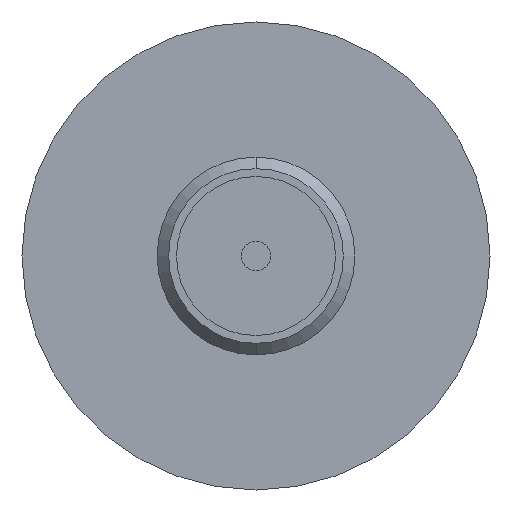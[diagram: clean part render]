
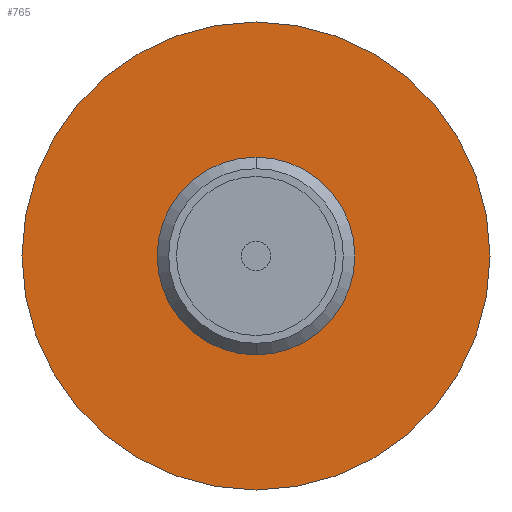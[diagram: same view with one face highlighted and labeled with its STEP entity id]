
A CAD part, front view. The second image highlights one B-rep face of the part: STEP entity #765.
In plain terms, the highlighted planar face has unit normal (0, -1, 0).
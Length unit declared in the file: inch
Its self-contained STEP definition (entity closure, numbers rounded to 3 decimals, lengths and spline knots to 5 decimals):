
#101 = CARTESIAN_POINT ( 'NONE',  ( -0.27953, 0.23622, 0. ) ) ;
#125 = EDGE_CURVE ( 'NONE', #830, #1436, #1394, .T. ) ;
#158 = CARTESIAN_POINT ( 'NONE',  ( 0., 0.23622, 0. ) ) ;
#268 = EDGE_LOOP ( 'NONE', ( #1323, #534 ) ) ;
#306 = CARTESIAN_POINT ( 'NONE',  ( 0., 0.23622, 0. ) ) ;
#343 = ORIENTED_EDGE ( 'NONE', *, *, #125, .T. ) ;
#392 = EDGE_CURVE ( 'NONE', #1856, #1099, #1457, .T. ) ;
#394 = DIRECTION ( 'NONE',  ( 0., 0., -1. ) ) ;
#534 = ORIENTED_EDGE ( 'NONE', *, *, #392, .F. ) ;
#551 = CARTESIAN_POINT ( 'NONE',  ( 0., 0.23622, 0.27953 ) ) ;
#575 = EDGE_LOOP ( 'NONE', ( #1897, #343 ) ) ;
#700 = AXIS2_PLACEMENT_3D ( 'NONE', #101, #1426, #1874 ) ;
#744 = CARTESIAN_POINT ( 'NONE',  ( 0., 0.23622, -0.10433 ) ) ;
#765 = ADVANCED_FACE ( 'NONE', ( #1416, #834 ), #973, .F. ) ;
#771 = CARTESIAN_POINT ( 'NONE',  ( 0., 0.23622, 0.10433 ) ) ;
#781 = DIRECTION ( 'NONE',  ( 0., 0., -1. ) ) ;
#796 = CARTESIAN_POINT ( 'NONE',  ( 0., 0.23622, 0. ) ) ;
#830 = VERTEX_POINT ( 'NONE', #551 ) ;
#834 = FACE_OUTER_BOUND ( 'NONE', #575, .T. ) ;
#973 = PLANE ( 'NONE',  #700 ) ;
#1009 = AXIS2_PLACEMENT_3D ( 'NONE', #306, #1187, #1767 ) ;
#1080 = EDGE_CURVE ( 'NONE', #1099, #1856, #1381, .T. ) ;
#1082 = AXIS2_PLACEMENT_3D ( 'NONE', #1324, #1312, #1528 ) ;
#1099 = VERTEX_POINT ( 'NONE', #744 ) ;
#1187 = DIRECTION ( 'NONE',  ( 0., -1., 0. ) ) ;
#1231 = DIRECTION ( 'NONE',  ( 0., -1., 0. ) ) ;
#1268 = CIRCLE ( 'NONE', #1427, 0.27953 ) ;
#1312 = DIRECTION ( 'NONE',  ( 0., -1., 0. ) ) ;
#1323 = ORIENTED_EDGE ( 'NONE', *, *, #1080, .F. ) ;
#1324 = CARTESIAN_POINT ( 'NONE',  ( 0., 0.23622, 0. ) ) ;
#1381 = CIRCLE ( 'NONE', #1009, 0.10433 ) ;
#1394 = CIRCLE ( 'NONE', #1082, 0.27953 ) ;
#1416 = FACE_BOUND ( 'NONE', #268, .T. ) ;
#1426 = DIRECTION ( 'NONE',  ( 0., 1., 0. ) ) ;
#1427 = AXIS2_PLACEMENT_3D ( 'NONE', #796, #1819, #394 ) ;
#1436 = VERTEX_POINT ( 'NONE', #1770 ) ;
#1457 = CIRCLE ( 'NONE', #1718, 0.10433 ) ;
#1528 = DIRECTION ( 'NONE',  ( 0., 0., -1. ) ) ;
#1567 = EDGE_CURVE ( 'NONE', #1436, #830, #1268, .T. ) ;
#1718 = AXIS2_PLACEMENT_3D ( 'NONE', #158, #1231, #781 ) ;
#1767 = DIRECTION ( 'NONE',  ( 0., 0., -1. ) ) ;
#1770 = CARTESIAN_POINT ( 'NONE',  ( 0., 0.23622, -0.27953 ) ) ;
#1819 = DIRECTION ( 'NONE',  ( 0., -1., 0. ) ) ;
#1856 = VERTEX_POINT ( 'NONE', #771 ) ;
#1874 = DIRECTION ( 'NONE',  ( 0., 0., 1. ) ) ;
#1897 = ORIENTED_EDGE ( 'NONE', *, *, #1567, .T. ) ;
